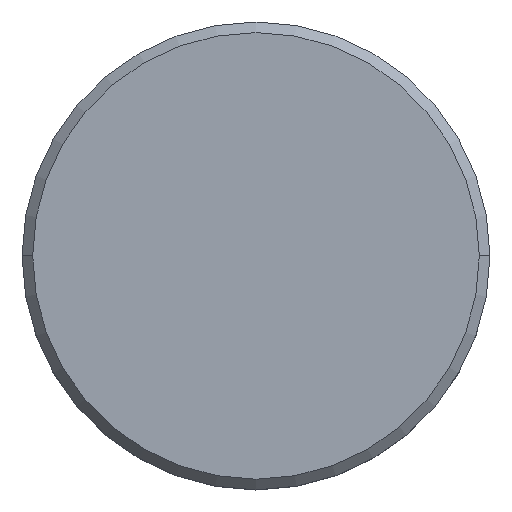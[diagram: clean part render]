
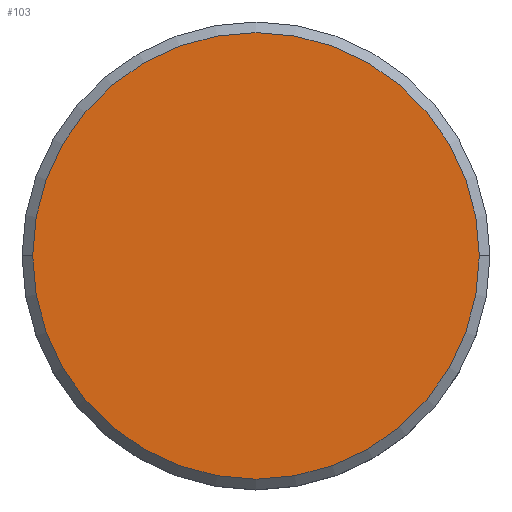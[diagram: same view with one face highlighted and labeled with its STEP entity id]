
A CAD part, top view. The second image highlights one B-rep face of the part: STEP entity #103.
In plain terms, the highlighted planar face has unit normal (0, 0, 1).
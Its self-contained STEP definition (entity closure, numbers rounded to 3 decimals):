
#74 = EDGE_LOOP ( 'NONE', ( #169, #1101 ) ) ;
#103 = ADVANCED_FACE ( 'NONE', ( #999 ), #469, .T. ) ;
#129 = DIRECTION ( 'NONE',  ( 1., 0., 0. ) ) ;
#136 = CARTESIAN_POINT ( 'NONE',  ( 10.5, 0., 0. ) ) ;
#169 = ORIENTED_EDGE ( 'NONE', *, *, #554, .T. ) ;
#223 = CIRCLE ( 'NONE', #913, 10.5 ) ;
#328 = VERTEX_POINT ( 'NONE', #606 ) ;
#339 = CARTESIAN_POINT ( 'NONE',  ( 0., 0., 0. ) ) ;
#402 = CARTESIAN_POINT ( 'NONE',  ( 0., 0., 0. ) ) ;
#431 = DIRECTION ( 'NONE',  ( 0., 0., 1. ) ) ;
#462 = DIRECTION ( 'NONE',  ( 0., 0., 1. ) ) ;
#469 = PLANE ( 'NONE',  #885 ) ;
#554 = EDGE_CURVE ( 'NONE', #328, #572, #223, .T. ) ;
#559 = DIRECTION ( 'NONE',  ( 0., 0., 1. ) ) ;
#568 = DIRECTION ( 'NONE',  ( 1., 0., 0. ) ) ;
#572 = VERTEX_POINT ( 'NONE', #136 ) ;
#606 = CARTESIAN_POINT ( 'NONE',  ( -10.5, 0., 0. ) ) ;
#743 = AXIS2_PLACEMENT_3D ( 'NONE', #402, #462, #568 ) ;
#833 = EDGE_CURVE ( 'NONE', #572, #328, #976, .T. ) ;
#885 = AXIS2_PLACEMENT_3D ( 'NONE', #1011, #559, #1183 ) ;
#913 = AXIS2_PLACEMENT_3D ( 'NONE', #339, #431, #129 ) ;
#976 = CIRCLE ( 'NONE', #743, 10.5 ) ;
#999 = FACE_OUTER_BOUND ( 'NONE', #74, .T. ) ;
#1011 = CARTESIAN_POINT ( 'NONE',  ( 0., 0., 0. ) ) ;
#1101 = ORIENTED_EDGE ( 'NONE', *, *, #833, .T. ) ;
#1183 = DIRECTION ( 'NONE',  ( 1., 0., 0. ) ) ;
